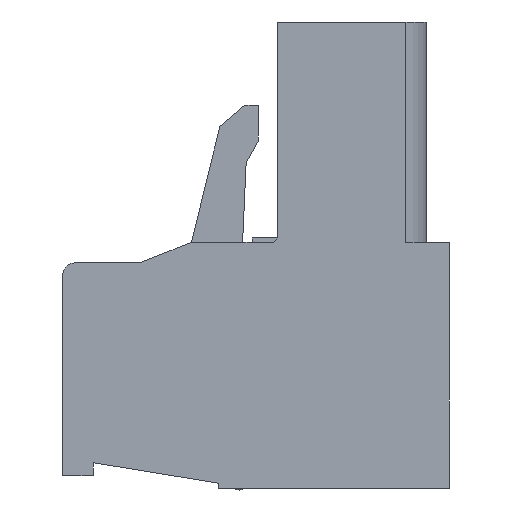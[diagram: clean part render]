
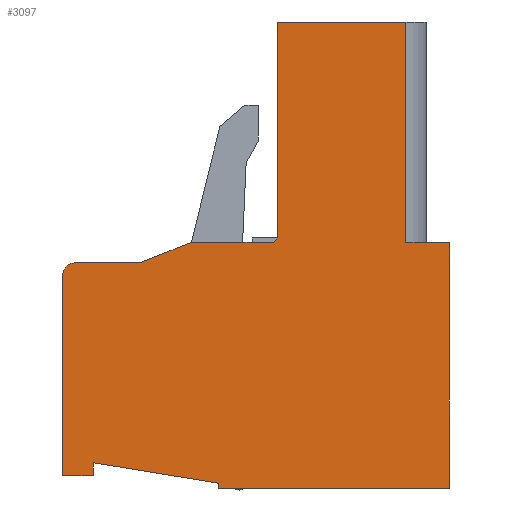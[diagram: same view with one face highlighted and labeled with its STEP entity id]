
A CAD part, front view. The second image highlights one B-rep face of the part: STEP entity #3097.
In plain terms, the highlighted planar face has unit normal (0, -1, 0).
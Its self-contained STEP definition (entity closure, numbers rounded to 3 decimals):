
#3097 = ADVANCED_FACE( '', ( #6701 ), #6702, .T. );
#6701 = FACE_OUTER_BOUND( '', #10936, .T. );
#6702 = PLANE( '', #10937 );
#10936 = EDGE_LOOP( '', ( #19408, #19409, #19410, #19411, #19412, #19413, #19414, #19415, #19416, #19417, #19418, #19419, #19420, #19421, #19422, #19423 ) );
#10937 = AXIS2_PLACEMENT_3D( '', #19424, #19425, #19426 );
#19408 = ORIENTED_EDGE( '', *, *, #27047, .T. );
#19409 = ORIENTED_EDGE( '', *, *, #27486, .T. );
#19410 = ORIENTED_EDGE( '', *, *, #28534, .T. );
#19411 = ORIENTED_EDGE( '', *, *, #28535, .T. );
#19412 = ORIENTED_EDGE( '', *, *, #28331, .T. );
#19413 = ORIENTED_EDGE( '', *, *, #28536, .T. );
#19414 = ORIENTED_EDGE( '', *, *, #27425, .T. );
#19415 = ORIENTED_EDGE( '', *, *, #28537, .T. );
#19416 = ORIENTED_EDGE( '', *, *, #27628, .T. );
#19417 = ORIENTED_EDGE( '', *, *, #26451, .T. );
#19418 = ORIENTED_EDGE( '', *, *, #28424, .T. );
#19419 = ORIENTED_EDGE( '', *, *, #27180, .T. );
#19420 = ORIENTED_EDGE( '', *, *, #26865, .T. );
#19421 = ORIENTED_EDGE( '', *, *, #27616, .T. );
#19422 = ORIENTED_EDGE( '', *, *, #27626, .T. );
#19423 = ORIENTED_EDGE( '', *, *, #26217, .T. );
#19424 = CARTESIAN_POINT( '', ( 0., -44.72, 0. ) );
#19425 = DIRECTION( '', ( 0., -1., 0. ) );
#19426 = DIRECTION( '', ( 0., 0., -1. ) );
#26217 = EDGE_CURVE( '', #31830, #31828, #31831, .T. );
#26451 = EDGE_CURVE( '', #32234, #32232, #32235, .T. );
#26865 = EDGE_CURVE( '', #32901, #32903, #32905, .T. );
#27047 = EDGE_CURVE( '', #31828, #33184, #33186, .T. );
#27180 = EDGE_CURVE( '', #33404, #32901, #33405, .T. );
#27425 = EDGE_CURVE( '', #33782, #33787, #33789, .T. );
#27486 = EDGE_CURVE( '', #33184, #33879, #33880, .T. );
#27616 = EDGE_CURVE( '', #32903, #34076, #34078, .T. );
#27626 = EDGE_CURVE( '', #34076, #31830, #34094, .T. );
#27628 = EDGE_CURVE( '', #34096, #32234, #34097, .T. );
#28331 = EDGE_CURVE( '', #34976, #35106, #35108, .T. );
#28424 = EDGE_CURVE( '', #32232, #33404, #35243, .T. );
#28534 = EDGE_CURVE( '', #33879, #35384, #35385, .T. );
#28535 = EDGE_CURVE( '', #35384, #34976, #35386, .T. );
#28536 = EDGE_CURVE( '', #35106, #33782, #35387, .T. );
#28537 = EDGE_CURVE( '', #33787, #34096, #35388, .T. );
#31828 = VERTEX_POINT( '', #39731 );
#31830 = VERTEX_POINT( '', #39734 );
#31831 = LINE( '', #39735, #39736 );
#32232 = VERTEX_POINT( '', #40306 );
#32234 = VERTEX_POINT( '', #40309 );
#32235 = LINE( '', #40310, #40311 );
#32901 = VERTEX_POINT( '', #41281 );
#32903 = VERTEX_POINT( '', #41284 );
#32905 = LINE( '', #41287, #41288 );
#33184 = VERTEX_POINT( '', #41684 );
#33186 = LINE( '', #41687, #41688 );
#33404 = VERTEX_POINT( '', #42003 );
#33405 = LINE( '', #42004, #42005 );
#33782 = VERTEX_POINT( '', #42545 );
#33787 = VERTEX_POINT( '', #42552 );
#33789 = LINE( '', #42555, #42556 );
#33879 = VERTEX_POINT( '', #42688 );
#33880 = CIRCLE( '', #42689, 0.5 );
#34076 = VERTEX_POINT( '', #42986 );
#34078 = LINE( '', #42989, #42990 );
#34094 = LINE( '', #43014, #43015 );
#34096 = VERTEX_POINT( '', #43017 );
#34097 = LINE( '', #43018, #43019 );
#34976 = VERTEX_POINT( '', #44317 );
#35106 = VERTEX_POINT( '', #44520 );
#35108 = LINE( '', #44523, #44524 );
#35243 = LINE( '', #44728, #44729 );
#35384 = VERTEX_POINT( '', #44937 );
#35385 = LINE( '', #44938, #44939 );
#35386 = LINE( '', #44940, #44941 );
#35387 = LINE( '', #44942, #44943 );
#35388 = LINE( '', #44944, #44945 );
#39731 = CARTESIAN_POINT( '', ( -8.3, -44.72, 4.15 ) );
#39734 = CARTESIAN_POINT( '', ( -6.274, -44.72, 4.95 ) );
#39735 = CARTESIAN_POINT( '', ( -6.274, -44.72, 4.95 ) );
#39736 = VECTOR( '', #48318, 1000. );
#40306 = CARTESIAN_POINT( '', ( 2.1, -44.72, 4.95 ) );
#40309 = CARTESIAN_POINT( '', ( 3.8, -44.72, 4.95 ) );
#40310 = CARTESIAN_POINT( '', ( 3.8, -44.72, 4.95 ) );
#40311 = VECTOR( '', #48573, 1000. );
#41281 = CARTESIAN_POINT( '', ( -2.9, -44.72, 13.55 ) );
#41284 = CARTESIAN_POINT( '', ( -2.9, -44.72, 5.124 ) );
#41287 = CARTESIAN_POINT( '', ( -2.9, -44.72, 13.55 ) );
#41288 = VECTOR( '', #48969, 1000. );
#41684 = CARTESIAN_POINT( '', ( -10.8, -44.72, 4.15 ) );
#41687 = CARTESIAN_POINT( '', ( -8.3, -44.72, 4.15 ) );
#41688 = VECTOR( '', #49133, 1000. );
#42003 = CARTESIAN_POINT( '', ( 2.1, -44.72, 13.55 ) );
#42004 = CARTESIAN_POINT( '', ( 2.9, -44.72, 13.55 ) );
#42005 = VECTOR( '', #49276, 1000. );
#42545 = CARTESIAN_POINT( '', ( -5.2, -44.72, -4.45 ) );
#42552 = CARTESIAN_POINT( '', ( -5.2, -44.72, -4.65 ) );
#42555 = CARTESIAN_POINT( '', ( -5.2, -44.72, -4.45 ) );
#42556 = VECTOR( '', #49530, 1000. );
#42688 = CARTESIAN_POINT( '', ( -11.3, -44.72, 3.65 ) );
#42689 = AXIS2_PLACEMENT_3D( '', #49582, #49583, #49584 );
#42986 = CARTESIAN_POINT( '', ( -3.074, -44.72, 4.95 ) );
#42989 = CARTESIAN_POINT( '', ( -2.9, -44.72, 5.124 ) );
#42990 = VECTOR( '', #49705, 1000. );
#43014 = CARTESIAN_POINT( '', ( -3.074, -44.72, 4.95 ) );
#43015 = VECTOR( '', #49714, 1000. );
#43017 = CARTESIAN_POINT( '', ( 3.8, -44.72, -4.65 ) );
#43018 = CARTESIAN_POINT( '', ( 3.8, -44.72, -4.65 ) );
#43019 = VECTOR( '', #49715, 1000. );
#44317 = CARTESIAN_POINT( '', ( -10.1, -44.72, -4.15 ) );
#44520 = CARTESIAN_POINT( '', ( -10.1, -44.72, -3.65 ) );
#44523 = CARTESIAN_POINT( '', ( -10.1, -44.72, -4.15 ) );
#44524 = VECTOR( '', #50352, 1000. );
#44728 = CARTESIAN_POINT( '', ( 2.1, -44.72, -78.964 ) );
#44729 = VECTOR( '', #50428, 1000. );
#44937 = CARTESIAN_POINT( '', ( -11.3, -44.72, -4.15 ) );
#44938 = CARTESIAN_POINT( '', ( -11.3, -44.72, 4.15 ) );
#44939 = VECTOR( '', #50505, 1000. );
#44940 = CARTESIAN_POINT( '', ( -11.3, -44.72, -4.15 ) );
#44941 = VECTOR( '', #50506, 1000. );
#44942 = CARTESIAN_POINT( '', ( -10.1, -44.72, -3.65 ) );
#44943 = VECTOR( '', #50507, 1000. );
#44944 = CARTESIAN_POINT( '', ( -5.2, -44.72, -4.65 ) );
#44945 = VECTOR( '', #50508, 1000. );
#48318 = DIRECTION( '', ( -0.93, 0., -0.367 ) );
#48573 = DIRECTION( '', ( -1., 0., 0. ) );
#48969 = DIRECTION( '', ( 0., 0., -1. ) );
#49133 = DIRECTION( '', ( -1., 0., 0. ) );
#49276 = DIRECTION( '', ( -1., 0., 0. ) );
#49530 = DIRECTION( '', ( 0., 0., -1. ) );
#49582 = CARTESIAN_POINT( '', ( -10.8, -44.72, 3.65 ) );
#49583 = DIRECTION( '', ( 0., -1., 0. ) );
#49584 = DIRECTION( '', ( 0., 0., -1. ) );
#49705 = DIRECTION( '', ( -0.707, 0., -0.707 ) );
#49714 = DIRECTION( '', ( -1., 0., 0. ) );
#49715 = DIRECTION( '', ( 0., 0., 1. ) );
#50352 = DIRECTION( '', ( 0., 0., 1. ) );
#50428 = DIRECTION( '', ( 0., 0., 1. ) );
#50505 = DIRECTION( '', ( 0., 0., -1. ) );
#50506 = DIRECTION( '', ( 1., 0., 0. ) );
#50507 = DIRECTION( '', ( 0.987, 0., -0.161 ) );
#50508 = DIRECTION( '', ( 1., 0., 0. ) );
